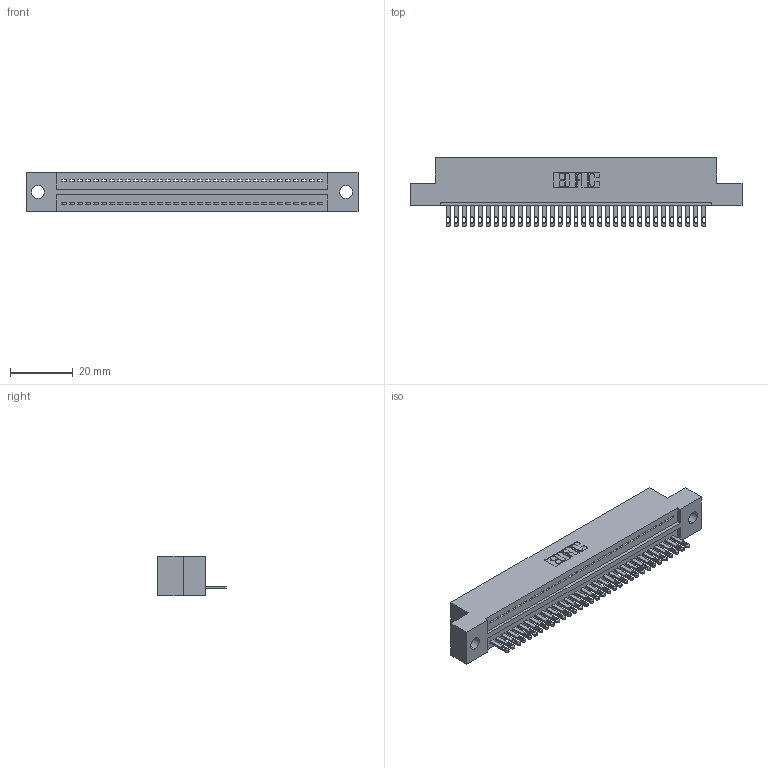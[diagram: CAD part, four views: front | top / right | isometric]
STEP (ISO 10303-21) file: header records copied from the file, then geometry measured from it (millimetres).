
FILE_DESCRIPTION (( 'STEP AP203' ), '1' );
FILE_NAME ('325-033-500-109.STEP', '2020-02-24T19:46:41', ( '' ), ( '' ), 'SwSTEP 2.0', 'SolidWorks 2016', '' );
FILE_SCHEMA (( 'CONFIG_CONTROL_DESIGN' ));
Length unit declared in the file: inch
Products named in the file (3): 325-033-500-109; 325 Part_.160 TH; 325-292-001_325-293-100
Assembly tree (34 placements, depth 2):
  325-033-500-109
    325 Part_.160 TH
    325-292-001_325-293-100  x33
Bounding box: 105.54 x 21.84 x 12.45 mm (x, y, z)
Volume: 13116.9 mm3; surface area: 14150.5 mm2
Topology: 34 solids, 34 shells, 1896 faces, 5855 edges, 3902 vertices
Faces by surface type: plane 1258, cylinder 638
Entity records: 21271 total; most frequent: CARTESIAN_POINT 3677, ORIENTED_EDGE 3646, DIRECTION 3121, EDGE_CURVE 1823, VECTOR 1691, LINE 1691, VERTEX_POINT 1214, AXIS2_PLACEMENT_3D 715
